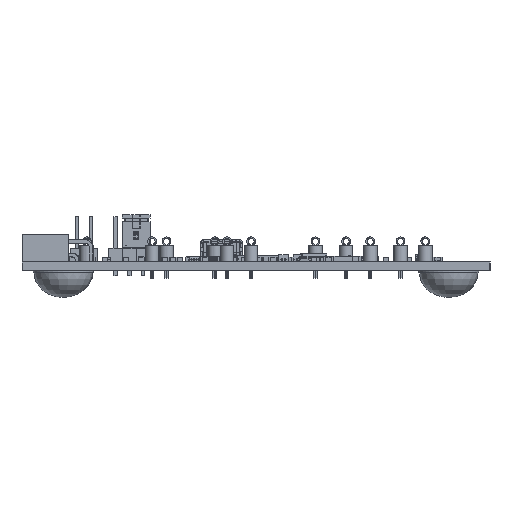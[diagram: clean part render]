
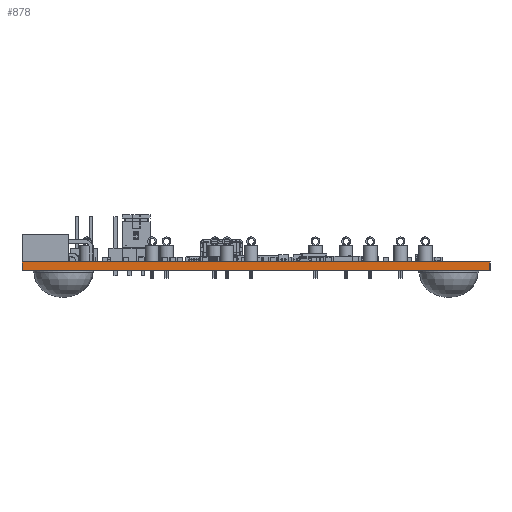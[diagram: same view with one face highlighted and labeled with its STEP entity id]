
A CAD part, left-side view. The second image highlights one B-rep face of the part: STEP entity #878.
In plain terms, the highlighted planar face has unit normal (-1, 0, 0).
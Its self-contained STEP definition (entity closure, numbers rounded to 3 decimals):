
#780 = EDGE_CURVE('',#781,#783,#785,.T.);
#781 = VERTEX_POINT('',#782);
#782 = CARTESIAN_POINT('',(0.,0.,-1.519));
#783 = VERTEX_POINT('',#784);
#784 = CARTESIAN_POINT('',(0.,0.,0.));
#785 = LINE('',#786,#787);
#786 = CARTESIAN_POINT('',(0.,0.,-1.519));
#787 = VECTOR('',#788,1.);
#788 = DIRECTION('',(0.,0.,1.));
#853 = VERTEX_POINT('',#854);
#854 = CARTESIAN_POINT('',(0.,86.36,0.));
#860 = EDGE_CURVE('',#861,#853,#863,.T.);
#861 = VERTEX_POINT('',#862);
#862 = CARTESIAN_POINT('',(0.,86.36,-1.519));
#863 = LINE('',#864,#865);
#864 = CARTESIAN_POINT('',(0.,86.36,-1.519));
#865 = VECTOR('',#866,1.);
#866 = DIRECTION('',(0.,0.,1.));
#878 = ADVANCED_FACE('',(#879),#895,.F.);
#879 = FACE_BOUND('',#880,.F.);
#880 = EDGE_LOOP('',(#881,#882,#888,#889));
#881 = ORIENTED_EDGE('',*,*,#860,.T.);
#882 = ORIENTED_EDGE('',*,*,#883,.T.);
#883 = EDGE_CURVE('',#853,#783,#884,.T.);
#884 = LINE('',#885,#886);
#885 = CARTESIAN_POINT('',(0.,86.36,0.));
#886 = VECTOR('',#887,1.);
#887 = DIRECTION('',(0.,-1.,0.));
#888 = ORIENTED_EDGE('',*,*,#780,.F.);
#889 = ORIENTED_EDGE('',*,*,#890,.F.);
#890 = EDGE_CURVE('',#861,#781,#891,.T.);
#891 = LINE('',#892,#893);
#892 = CARTESIAN_POINT('',(0.,86.36,-1.519));
#893 = VECTOR('',#894,1.);
#894 = DIRECTION('',(0.,-1.,0.));
#895 = PLANE('',#896);
#896 = AXIS2_PLACEMENT_3D('',#897,#898,#899);
#897 = CARTESIAN_POINT('',(0.,86.36,-1.519));
#898 = DIRECTION('',(1.,0.,0.));
#899 = DIRECTION('',(0.,-1.,0.));
